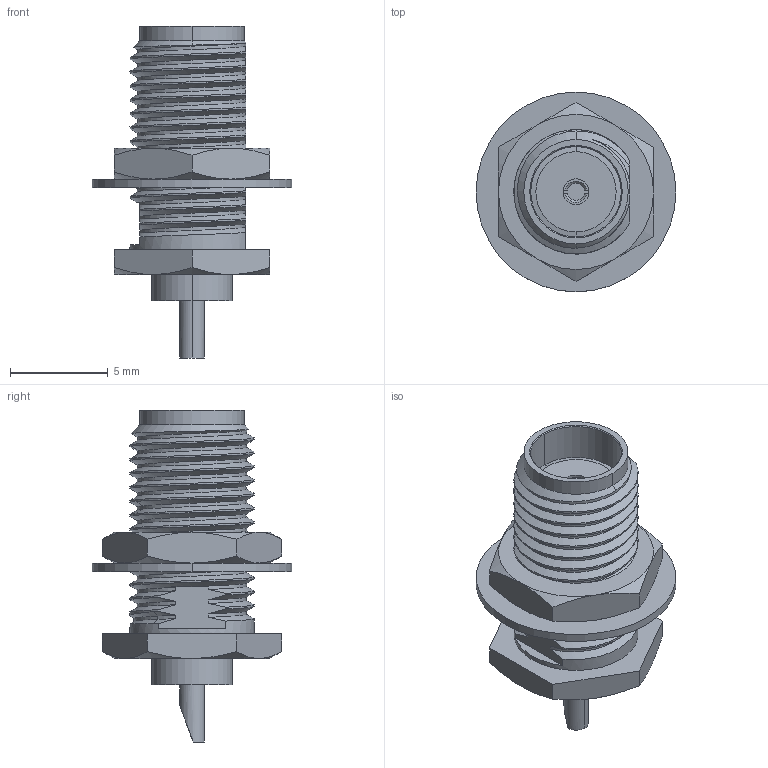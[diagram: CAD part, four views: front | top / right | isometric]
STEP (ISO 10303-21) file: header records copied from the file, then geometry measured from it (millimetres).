
FILE_DESCRIPTION((''),'2;1');
FILE_NAME('C-1053072-1','2013-07-30T',('workeradm'),('Tyco Electronics Ltd.'),'PRO/ENGINEER BY PARAMETRIC TECHNOLOGY CORPORATION, 2011490','PRO/ENGINEER BY PARAMETRIC TECHNOLOGY CORPORATION, 2011490','');
FILE_SCHEMA(('AUTOMOTIVE_DESIGN { 1 0 10303 214 1 1 1 1 }'));
Length unit declared in the file: millimetre
Products named in the file (1): C-1053072-1
Bounding box: 10.21 x 10.21 x 16.97 mm (x, y, z)
Volume: 427.7 mm3; surface area: 621.8 mm2
Topology: 1 solids, 1 shells, 148 faces, 384 edges, 246 vertices
Faces by surface type: bspline 56, plane 35, cylinder 31, cone 26
Entity records: 19159 total; most frequent: CARTESIAN_POINT 15651, ORIENTED_EDGE 768, DIRECTION 449, EDGE_CURVE 384, VERTEX_POINT 246, B_SPLINE_CURVE_WITH_KNOTS 187, AXIS2_PLACEMENT_3D 160, EDGE_LOOP 156
